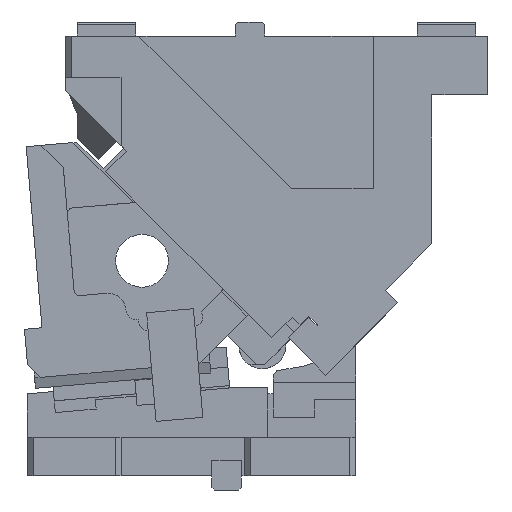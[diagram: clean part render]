
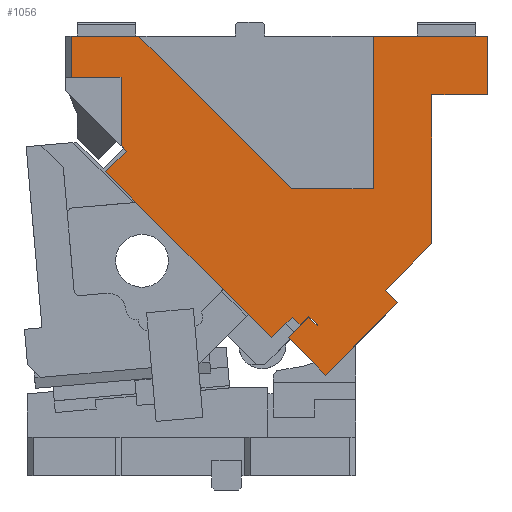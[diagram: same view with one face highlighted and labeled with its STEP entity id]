
A CAD part, left-side view. The second image highlights one B-rep face of the part: STEP entity #1056.
In plain terms, the highlighted planar face has unit normal (-1, 0, 0).
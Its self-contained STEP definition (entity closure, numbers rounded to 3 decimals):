
#836=CARTESIAN_POINT('Vertex',(-0.498,1405.661,0.)) ;
#839=CARTESIAN_POINT('Line Origine',(-0.498,1405.661,-25.)) ;
#843=CARTESIAN_POINT('Vertex',(-0.498,1405.661,-50.)) ;
#858=CARTESIAN_POINT('Axis2P3D Location',(-0.498,1592.08,-76.944)) ;
#863=CARTESIAN_POINT('Line Origine',(-0.498,1429.411,-50.)) ;
#867=CARTESIAN_POINT('Vertex',(-0.498,1453.161,-50.)) ;
#870=CARTESIAN_POINT('Line Origine',(-0.498,1454.411,0.)) ;
#874=CARTESIAN_POINT('Vertex',(-0.498,1503.161,0.)) ;
#877=CARTESIAN_POINT('Line Origine',(-0.498,1503.161,-65.)) ;
#881=CARTESIAN_POINT('Vertex',(-0.498,1503.161,-130.)) ;
#884=CARTESIAN_POINT('Line Origine',(-0.498,1538.005,-130.)) ;
#888=CARTESIAN_POINT('Vertex',(-0.498,1572.85,-130.)) ;
#891=CARTESIAN_POINT('Line Origine',(-0.498,1637.85,-65.)) ;
#895=CARTESIAN_POINT('Vertex',(-0.498,1702.85,0.)) ;
#898=CARTESIAN_POINT('Line Origine',(-0.498,1731.755,0.)) ;
#902=CARTESIAN_POINT('Vertex',(-0.498,1760.661,0.)) ;
#905=CARTESIAN_POINT('Line Origine',(-0.498,1760.661,-17.5)) ;
#909=CARTESIAN_POINT('Vertex',(-0.498,1760.661,-35.)) ;
#912=CARTESIAN_POINT('Line Origine',(-0.498,1739.411,-35.)) ;
#916=CARTESIAN_POINT('Vertex',(-0.498,1718.161,-35.)) ;
#919=CARTESIAN_POINT('Line Origine',(-0.498,1718.161,-64.292)) ;
#923=CARTESIAN_POINT('Vertex',(-0.498,1718.161,-93.584)) ;
#926=CARTESIAN_POINT('Line Origine',(-0.498,1715.909,-95.836)) ;
#930=CARTESIAN_POINT('Vertex',(-0.498,1713.657,-98.087)) ;
#933=CARTESIAN_POINT('Line Origine',(-0.498,1722.496,-106.926)) ;
#937=CARTESIAN_POINT('Vertex',(-0.498,1731.335,-115.765)) ;
#940=CARTESIAN_POINT('Line Origine',(-0.498,1660.624,-186.476)) ;
#944=CARTESIAN_POINT('Vertex',(-0.498,1589.913,-257.186)) ;
#947=CARTESIAN_POINT('Line Origine',(-0.498,1581.074,-248.348)) ;
#951=CARTESIAN_POINT('Vertex',(-0.498,1572.236,-239.509)) ;
#954=CARTESIAN_POINT('Line Origine',(-0.498,1568.877,-242.868)) ;
#958=CARTESIAN_POINT('Vertex',(-0.498,1565.518,-246.226)) ;
#961=CARTESIAN_POINT('Line Origine',(-0.498,1561.806,-242.514)) ;
#965=CARTESIAN_POINT('Vertex',(-0.498,1558.093,-238.802)) ;
#968=CARTESIAN_POINT('Line Origine',(-0.498,1554.381,-242.514)) ;
#972=CARTESIAN_POINT('Vertex',(-0.498,1550.669,-246.226)) ;
#975=CARTESIAN_POINT('Line Origine',(-0.498,1550.846,-246.403)) ;
#979=CARTESIAN_POINT('Vertex',(-0.498,1551.022,-246.58)) ;
#982=CARTESIAN_POINT('Line Origine',(-0.498,1554.558,-243.044)) ;
#986=CARTESIAN_POINT('Vertex',(-0.498,1558.093,-239.509)) ;
#989=CARTESIAN_POINT('Line Origine',(-0.498,1566.932,-248.348)) ;
#993=CARTESIAN_POINT('Vertex',(-0.498,1575.771,-257.186)) ;
#996=CARTESIAN_POINT('Line Origine',(-0.498,1559.861,-273.096)) ;
#1000=CARTESIAN_POINT('Vertex',(-0.498,1543.951,-289.006)) ;
#1003=CARTESIAN_POINT('Line Origine',(-0.498,1513.192,-258.247)) ;
#1007=CARTESIAN_POINT('Vertex',(-0.498,1482.433,-227.488)) ;
#1010=CARTESIAN_POINT('Line Origine',(-0.498,1487.736,-222.185)) ;
#1014=CARTESIAN_POINT('Vertex',(-0.498,1493.04,-216.881)) ;
#1017=CARTESIAN_POINT('Line Origine',(-0.498,1473.1,-196.942)) ;
#1021=CARTESIAN_POINT('Vertex',(-0.498,1453.161,-177.002)) ;
#1024=CARTESIAN_POINT('Line Origine',(-0.498,1453.161,-113.501)) ;
#840=DIRECTION('Vector Direction',(0.,0.,-1.)) ;
#859=DIRECTION('Axis2P3D Direction',(1.,0.,0.)) ;
#860=DIRECTION('Axis2P3D XDirection',(0.,1.,0.)) ;
#864=DIRECTION('Vector Direction',(0.,1.,0.)) ;
#871=DIRECTION('Vector Direction',(0.,-1.,0.)) ;
#878=DIRECTION('Vector Direction',(0.,0.,-1.)) ;
#885=DIRECTION('Vector Direction',(0.,1.,0.)) ;
#892=DIRECTION('Vector Direction',(0.,0.707,0.707)) ;
#899=DIRECTION('Vector Direction',(0.,-1.,0.)) ;
#906=DIRECTION('Vector Direction',(0.,0.,1.)) ;
#913=DIRECTION('Vector Direction',(0.,-1.,0.)) ;
#920=DIRECTION('Vector Direction',(0.,0.,-1.)) ;
#927=DIRECTION('Vector Direction',(0.,0.707,0.707)) ;
#934=DIRECTION('Vector Direction',(0.,-0.707,0.707)) ;
#941=DIRECTION('Vector Direction',(0.,-0.707,-0.707)) ;
#948=DIRECTION('Vector Direction',(0.,-0.707,0.707)) ;
#955=DIRECTION('Vector Direction',(0.,0.707,0.707)) ;
#962=DIRECTION('Vector Direction',(0.,-0.707,0.707)) ;
#969=DIRECTION('Vector Direction',(0.,-0.707,-0.707)) ;
#976=DIRECTION('Vector Direction',(0.,0.707,-0.707)) ;
#983=DIRECTION('Vector Direction',(0.,-0.707,-0.707)) ;
#990=DIRECTION('Vector Direction',(0.,-0.707,0.707)) ;
#997=DIRECTION('Vector Direction',(0.,-0.707,-0.707)) ;
#1004=DIRECTION('Vector Direction',(0.,-0.707,0.707)) ;
#1011=DIRECTION('Vector Direction',(0.,0.707,0.707)) ;
#1018=DIRECTION('Vector Direction',(0.,0.707,-0.707)) ;
#1025=DIRECTION('Vector Direction',(0.,0.,-1.)) ;
#861=AXIS2_PLACEMENT_3D('Plane Axis2P3D',#858,#859,#860) ;
#1030=ORIENTED_EDGE('',*,*,#869,.F.) ;
#1031=ORIENTED_EDGE('',*,*,#845,.F.) ;
#1032=ORIENTED_EDGE('',*,*,#876,.F.) ;
#1033=ORIENTED_EDGE('',*,*,#883,.T.) ;
#1034=ORIENTED_EDGE('',*,*,#890,.T.) ;
#1035=ORIENTED_EDGE('',*,*,#897,.T.) ;
#1036=ORIENTED_EDGE('',*,*,#904,.F.) ;
#1037=ORIENTED_EDGE('',*,*,#911,.F.) ;
#1038=ORIENTED_EDGE('',*,*,#918,.T.) ;
#1039=ORIENTED_EDGE('',*,*,#925,.T.) ;
#1040=ORIENTED_EDGE('',*,*,#932,.F.) ;
#1041=ORIENTED_EDGE('',*,*,#939,.F.) ;
#1042=ORIENTED_EDGE('',*,*,#946,.T.) ;
#1043=ORIENTED_EDGE('',*,*,#953,.T.) ;
#1044=ORIENTED_EDGE('',*,*,#960,.F.) ;
#1045=ORIENTED_EDGE('',*,*,#967,.T.) ;
#1046=ORIENTED_EDGE('',*,*,#974,.T.) ;
#1047=ORIENTED_EDGE('',*,*,#981,.T.) ;
#1048=ORIENTED_EDGE('',*,*,#988,.F.) ;
#1049=ORIENTED_EDGE('',*,*,#995,.F.) ;
#1050=ORIENTED_EDGE('',*,*,#1002,.T.) ;
#1051=ORIENTED_EDGE('',*,*,#1009,.T.) ;
#1052=ORIENTED_EDGE('',*,*,#1016,.T.) ;
#1053=ORIENTED_EDGE('',*,*,#1023,.F.) ;
#1054=ORIENTED_EDGE('',*,*,#1028,.F.) ;
#841=VECTOR('Line Direction',#840,1.) ;
#865=VECTOR('Line Direction',#864,1.) ;
#872=VECTOR('Line Direction',#871,1.) ;
#879=VECTOR('Line Direction',#878,1.) ;
#886=VECTOR('Line Direction',#885,1.) ;
#893=VECTOR('Line Direction',#892,1.) ;
#900=VECTOR('Line Direction',#899,1.) ;
#907=VECTOR('Line Direction',#906,1.) ;
#914=VECTOR('Line Direction',#913,1.) ;
#921=VECTOR('Line Direction',#920,1.) ;
#928=VECTOR('Line Direction',#927,1.) ;
#935=VECTOR('Line Direction',#934,1.) ;
#942=VECTOR('Line Direction',#941,1.) ;
#949=VECTOR('Line Direction',#948,1.) ;
#956=VECTOR('Line Direction',#955,1.) ;
#963=VECTOR('Line Direction',#962,1.) ;
#970=VECTOR('Line Direction',#969,1.) ;
#977=VECTOR('Line Direction',#976,1.) ;
#984=VECTOR('Line Direction',#983,1.) ;
#991=VECTOR('Line Direction',#990,1.) ;
#998=VECTOR('Line Direction',#997,1.) ;
#1005=VECTOR('Line Direction',#1004,1.) ;
#1012=VECTOR('Line Direction',#1011,1.) ;
#1019=VECTOR('Line Direction',#1018,1.) ;
#1026=VECTOR('Line Direction',#1025,1.) ;
#1056=ADVANCED_FACE('CAM HOLDER',(#1055),#862,.F.) ;
#845=EDGE_CURVE('',#837,#844,#842,.T.) ;
#869=EDGE_CURVE('',#844,#868,#866,.T.) ;
#876=EDGE_CURVE('',#875,#837,#873,.T.) ;
#883=EDGE_CURVE('',#875,#882,#880,.T.) ;
#890=EDGE_CURVE('',#882,#889,#887,.T.) ;
#897=EDGE_CURVE('',#889,#896,#894,.T.) ;
#904=EDGE_CURVE('',#903,#896,#901,.T.) ;
#911=EDGE_CURVE('',#910,#903,#908,.T.) ;
#918=EDGE_CURVE('',#910,#917,#915,.T.) ;
#925=EDGE_CURVE('',#917,#924,#922,.T.) ;
#932=EDGE_CURVE('',#931,#924,#929,.T.) ;
#939=EDGE_CURVE('',#938,#931,#936,.T.) ;
#946=EDGE_CURVE('',#938,#945,#943,.T.) ;
#953=EDGE_CURVE('',#945,#952,#950,.T.) ;
#960=EDGE_CURVE('',#959,#952,#957,.T.) ;
#967=EDGE_CURVE('',#959,#966,#964,.T.) ;
#974=EDGE_CURVE('',#966,#973,#971,.T.) ;
#981=EDGE_CURVE('',#973,#980,#978,.T.) ;
#988=EDGE_CURVE('',#987,#980,#985,.T.) ;
#995=EDGE_CURVE('',#994,#987,#992,.T.) ;
#1002=EDGE_CURVE('',#994,#1001,#999,.T.) ;
#1009=EDGE_CURVE('',#1001,#1008,#1006,.T.) ;
#1016=EDGE_CURVE('',#1008,#1015,#1013,.T.) ;
#1023=EDGE_CURVE('',#1022,#1015,#1020,.T.) ;
#1028=EDGE_CURVE('',#868,#1022,#1027,.T.) ;
#1029=EDGE_LOOP('',(#1030,#1031,#1032,#1033,#1034,#1035,#1036,#1037,#1038,#1039,#1040,#1041,#1042,#1043,#1044,#1045,#1046,#1047,#1048,#1049,#1050,#1051,#1052,#1053,#1054)) ;
#1055=FACE_OUTER_BOUND('',#1029,.T.) ;
#842=LINE('Line',#839,#841) ;
#866=LINE('Line',#863,#865) ;
#873=LINE('Line',#870,#872) ;
#880=LINE('Line',#877,#879) ;
#887=LINE('Line',#884,#886) ;
#894=LINE('Line',#891,#893) ;
#901=LINE('Line',#898,#900) ;
#908=LINE('Line',#905,#907) ;
#915=LINE('Line',#912,#914) ;
#922=LINE('Line',#919,#921) ;
#929=LINE('Line',#926,#928) ;
#936=LINE('Line',#933,#935) ;
#943=LINE('Line',#940,#942) ;
#950=LINE('Line',#947,#949) ;
#957=LINE('Line',#954,#956) ;
#964=LINE('Line',#961,#963) ;
#971=LINE('Line',#968,#970) ;
#978=LINE('Line',#975,#977) ;
#985=LINE('Line',#982,#984) ;
#992=LINE('Line',#989,#991) ;
#999=LINE('Line',#996,#998) ;
#1006=LINE('Line',#1003,#1005) ;
#1013=LINE('Line',#1010,#1012) ;
#1020=LINE('Line',#1017,#1019) ;
#1027=LINE('Line',#1024,#1026) ;
#862=PLANE('Plane',#861) ;
#837=VERTEX_POINT('',#836) ;
#844=VERTEX_POINT('',#843) ;
#868=VERTEX_POINT('',#867) ;
#875=VERTEX_POINT('',#874) ;
#882=VERTEX_POINT('',#881) ;
#889=VERTEX_POINT('',#888) ;
#896=VERTEX_POINT('',#895) ;
#903=VERTEX_POINT('',#902) ;
#910=VERTEX_POINT('',#909) ;
#917=VERTEX_POINT('',#916) ;
#924=VERTEX_POINT('',#923) ;
#931=VERTEX_POINT('',#930) ;
#938=VERTEX_POINT('',#937) ;
#945=VERTEX_POINT('',#944) ;
#952=VERTEX_POINT('',#951) ;
#959=VERTEX_POINT('',#958) ;
#966=VERTEX_POINT('',#965) ;
#973=VERTEX_POINT('',#972) ;
#980=VERTEX_POINT('',#979) ;
#987=VERTEX_POINT('',#986) ;
#994=VERTEX_POINT('',#993) ;
#1001=VERTEX_POINT('',#1000) ;
#1008=VERTEX_POINT('',#1007) ;
#1015=VERTEX_POINT('',#1014) ;
#1022=VERTEX_POINT('',#1021) ;
